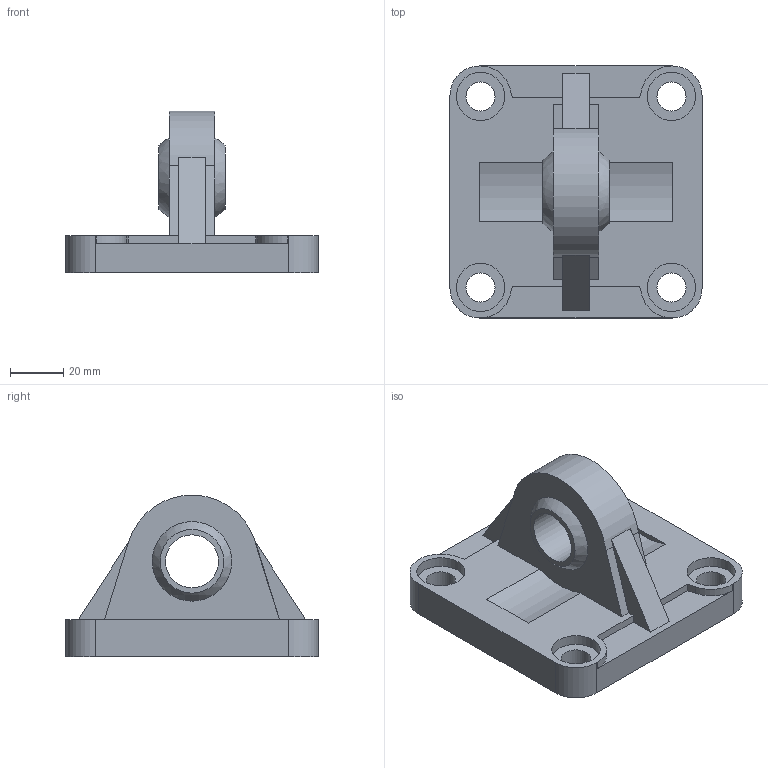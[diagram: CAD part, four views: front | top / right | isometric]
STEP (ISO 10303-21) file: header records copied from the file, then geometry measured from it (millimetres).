
FILE_DESCRIPTION(/* description */ (''),/* implementation_level */ '2;1');
FILE_NAME(/* name */ 'CAD_9300.stp',/* time_stamp */ '2021-04-30T13:36:51+02:00',/* author */ ('rfeldin'),/* organization */ (''),/* preprocessor_version */ 'ST-DEVELOPER v18',/* originating_system */ 'Autodesk Inventor 2020',/* authorisation */ '');
FILE_SCHEMA (('CONFIG_CONTROL_DESIGN'));
Length unit declared in the file: millimetre
Products named in the file (1): CAD_9300
Bounding box: 95 x 95 x 60.95 mm (x, y, z)
Volume: 136745.4 mm3; surface area: 33952.1 mm2
Topology: 1 solids, 1 shells, 61 faces, 162 edges, 112 vertices
Faces by surface type: plane 38, cylinder 21, sphere 2
Full cylindrical faces by diameter (mm): 11 x4, 18.2 x4, 20 x1, 45 x1
Entity records: 2009 total; most frequent: DIRECTION 345, CARTESIAN_POINT 337, ORIENTED_EDGE 326, EDGE_CURVE 163, AXIS2_PLACEMENT_3D 120, VERTEX_POINT 112, LINE 105, VECTOR 105
